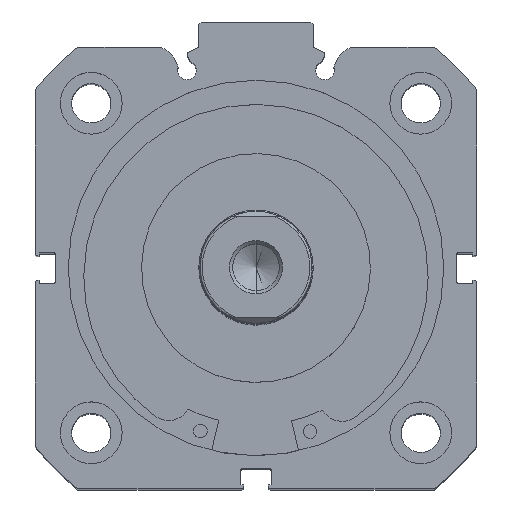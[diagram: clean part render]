
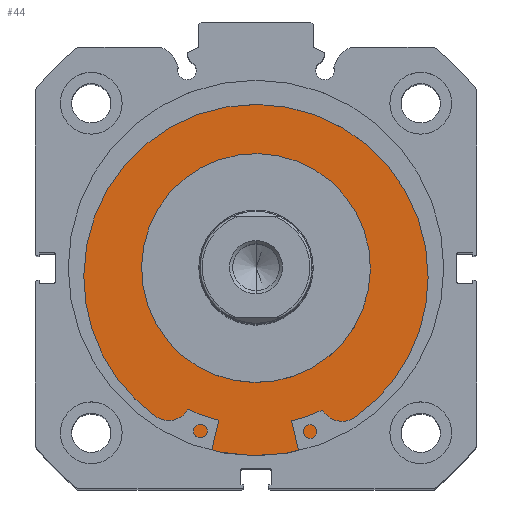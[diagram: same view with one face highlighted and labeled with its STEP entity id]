
A CAD part, top view. The second image highlights one B-rep face of the part: STEP entity #44.
In plain terms, the highlighted face is planar.
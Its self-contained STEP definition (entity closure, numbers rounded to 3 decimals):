
#44 = ADVANCED_FACE ( 'NONE', ( #3487, #3491 ), #4206, .F. ) ;
#1087 = ORIENTED_EDGE ( 'NONE', *, *, #1639, .T. ) ;
#1090 = ORIENTED_EDGE ( 'NONE', *, *, #1561, .T. ) ;
#1107 = ORIENTED_EDGE ( 'NONE', *, *, #1645, .F. ) ;
#1144 = ORIENTED_EDGE ( 'NONE', *, *, #1562, .F. ) ;
#1561 = EDGE_CURVE ( 'NONE', #2443, #2506, #3874, .T. ) ;
#1562 = EDGE_CURVE ( 'NONE', #2456, #2481, #3876, .T. ) ;
#1639 = EDGE_CURVE ( 'NONE', #2506, #2443, #5607, .T. ) ;
#1645 = EDGE_CURVE ( 'NONE', #2481, #2456, #5617, .T. ) ;
#1927 = AXIS2_PLACEMENT_3D ( 'NONE', #4114, #4117, #4124 ) ;
#2063 = AXIS2_PLACEMENT_3D ( 'NONE', #4619, #4620, #4621 ) ;
#2064 = AXIS2_PLACEMENT_3D ( 'NONE', #4622, #4624, #4625 ) ;
#2105 = AXIS2_PLACEMENT_3D ( 'NONE', #4819, #4820, #4821 ) ;
#2107 = AXIS2_PLACEMENT_3D ( 'NONE', #4833, #4834, #4835 ) ;
#2443 = VERTEX_POINT ( 'NONE', #5461 ) ;
#2456 = VERTEX_POINT ( 'NONE', #5473 ) ;
#2481 = VERTEX_POINT ( 'NONE', #5495 ) ;
#2506 = VERTEX_POINT ( 'NONE', #5520 ) ;
#2981 = EDGE_LOOP ( 'NONE', ( #1087, #1090 ) ) ;
#2985 = EDGE_LOOP ( 'NONE', ( #1107, #1144 ) ) ;
#3487 = FACE_BOUND ( 'NONE', #2985, .T. ) ;
#3491 = FACE_OUTER_BOUND ( 'NONE', #2981, .T. ) ;
#3874 = CIRCLE ( 'NONE', #2063, 41. ) ;
#3876 = CIRCLE ( 'NONE', #2064, 25. ) ;
#4114 = CARTESIAN_POINT ( 'NONE',  ( 4., 41., 0. ) ) ;
#4117 = DIRECTION ( 'NONE',  ( 1., 0., 0. ) ) ;
#4124 = DIRECTION ( 'NONE',  ( 0., 0., -1. ) ) ;
#4206 = PLANE ( 'NONE',  #1927 ) ;
#4619 = CARTESIAN_POINT ( 'NONE',  ( 4., 0., 0. ) ) ;
#4620 = DIRECTION ( 'NONE',  ( -1., 0., 0. ) ) ;
#4621 = DIRECTION ( 'NONE',  ( 0., 0., 1. ) ) ;
#4622 = CARTESIAN_POINT ( 'NONE',  ( 4., 0., 0. ) ) ;
#4624 = DIRECTION ( 'NONE',  ( -1., 0., 0. ) ) ;
#4625 = DIRECTION ( 'NONE',  ( 0., 0., 1. ) ) ;
#4819 = CARTESIAN_POINT ( 'NONE',  ( 4., 0., 0. ) ) ;
#4820 = DIRECTION ( 'NONE',  ( -1., 0., 0. ) ) ;
#4821 = DIRECTION ( 'NONE',  ( 0., 0., 1. ) ) ;
#4833 = CARTESIAN_POINT ( 'NONE',  ( 4., 0., 0. ) ) ;
#4834 = DIRECTION ( 'NONE',  ( -1., 0., 0. ) ) ;
#4835 = DIRECTION ( 'NONE',  ( 0., 0., 1. ) ) ;
#5461 = CARTESIAN_POINT ( 'NONE',  ( 4., 0., -41. ) ) ;
#5473 = CARTESIAN_POINT ( 'NONE',  ( 4., 0., -25. ) ) ;
#5495 = CARTESIAN_POINT ( 'NONE',  ( 4., 0., 25. ) ) ;
#5520 = CARTESIAN_POINT ( 'NONE',  ( 4., 0., 41. ) ) ;
#5607 = CIRCLE ( 'NONE', #2105, 41. ) ;
#5617 = CIRCLE ( 'NONE', #2107, 25. ) ;
